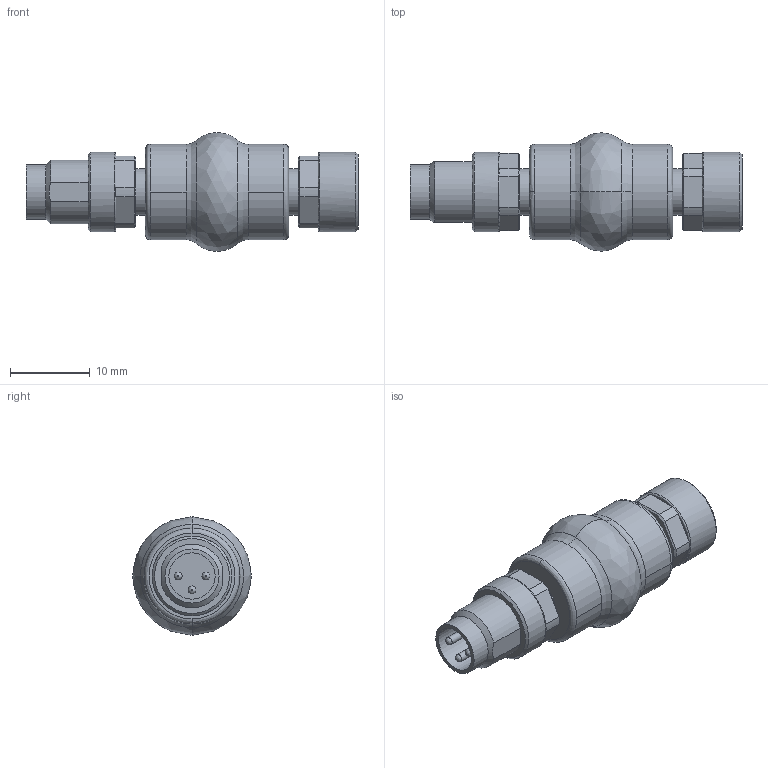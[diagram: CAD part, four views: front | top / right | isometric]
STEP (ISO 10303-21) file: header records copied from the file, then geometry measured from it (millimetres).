
FILE_DESCRIPTION(('Adapter'),'2;1');
FILE_NAME('7000-88501.stp','2011-05-19T11:15:43',('Murrelektronik GmbH Bachgasse 3 09366 Stollberg'),('Werk Stollberg'),'Autodesk Inventor 2011','Autodesk Inventor 2011','');
FILE_SCHEMA(('AUTOMOTIVE_DESIGN { 1 0 10303 214 1 1 1 1 }'));
Length unit declared in the file: millimetre
Products named in the file (1): Bauteil1
Bounding box: 41.7 x 14.9 x 14.88 mm (x, y, z)
Volume: 3469.5 mm3; surface area: 2204.2 mm2
Topology: 1 solids, 1 shells, 120 faces, 278 edges, 175 vertices
Faces by surface type: plane 55, cylinder 33, cone 17, bspline 13, torus 2
Full cylindrical faces by diameter (mm): 1 x3, 1.2 x4, 5.7 x1, 5.8 x3, 6.8 x1, 7 x1, 10 x2
Entity records: 3553 total; most frequent: CARTESIAN_POINT 953, DIRECTION 540, ORIENTED_EDGE 494, EDGE_CURVE 247, AXIS2_PLACEMENT_3D 235, VERTEX_POINT 169, EDGE_LOOP 160, CIRCLE 127
